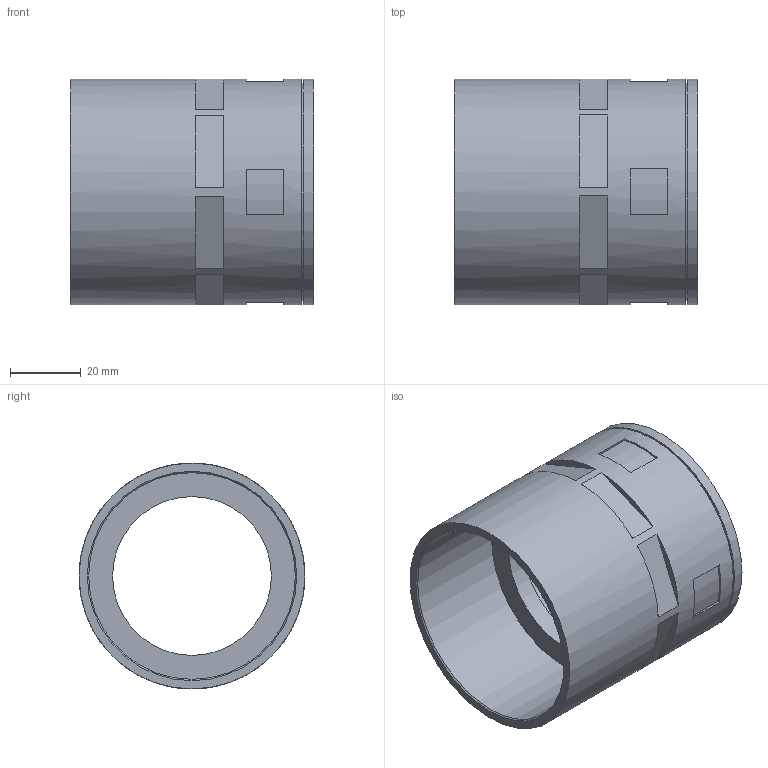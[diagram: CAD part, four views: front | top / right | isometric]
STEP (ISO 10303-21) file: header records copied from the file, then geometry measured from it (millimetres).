
FILE_DESCRIPTION( ( 'STEP AP203' ), '1' );
FILE_NAME( 'FLEXA RQG2-P 5020.081.048.stp', '2020-03-27T11:03:44', ( 'License CC BY-ND 4.0' ), ( 'CADENAS' ), ' ', 'PARTsolutions', ' ' );
FILE_SCHEMA( ( 'CONFIG_CONTROL_DESIGN' ) );
Length unit declared in the file: millimetre
Products named in the file (1): _FLEXA RQG2-P 5020.081.048
Bounding box: 69 x 64 x 64 mm (x, y, z)
Volume: 52027.8 mm3; surface area: 30052.6 mm2
Topology: 1 solids, 1 shells, 57 faces, 120 edges, 80 vertices
Faces by surface type: plane 46, cylinder 10, cone 1
Full cylindrical faces by diameter (mm): 45 x1, 54.5 x1, 58.54 x1, 62 x1, 64 x2
Entity records: 1520 total; most frequent: DIRECTION 270, CARTESIAN_POINT 244, ORIENTED_EDGE 218, EDGE_CURVE 109, AXIS2_PLACEMENT_3D 103, EDGE_LOOP 82, VERTEX_POINT 77, LINE 64
